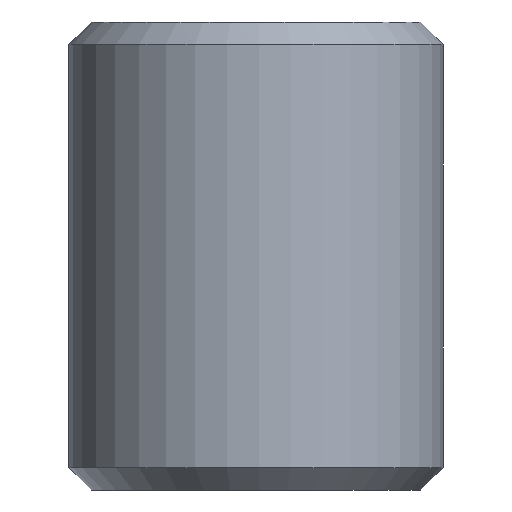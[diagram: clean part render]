
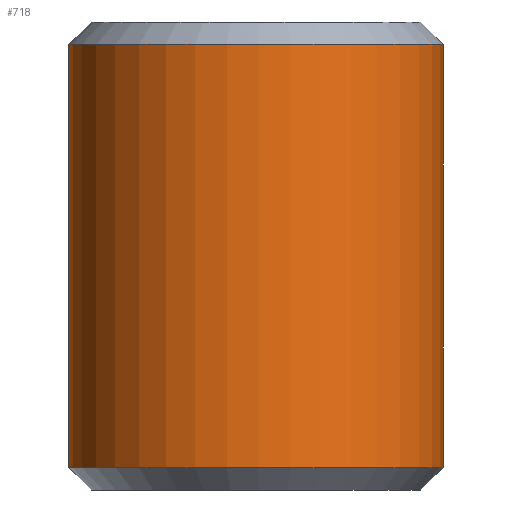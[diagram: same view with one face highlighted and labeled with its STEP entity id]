
A CAD part, front view. The second image highlights one B-rep face of the part: STEP entity #718.
In plain terms, the highlighted cylindrical face has radius 10 mm (diameter 20 mm), a partial arc.
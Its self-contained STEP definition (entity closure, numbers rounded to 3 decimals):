
#27=B_SPLINE_CURVE_WITH_KNOTS('',3,(#1116,#1117,#1118,#1119,#1120,#1121,
#1122,#1123,#1124,#1125,#1126,#1127,#1128,#1129,#1130,#1131,#1132,#1133,
#1134,#1135,#1136,#1137,#1138,#1139,#1140,#1141,#1142,#1143,#1144,#1145,
#1146,#1147,#1148,#1149,#1150,#1151,#1152,#1153),.UNSPECIFIED.,.T.,.F.,
(4,2,2,2,2,2,2,2,2,2,2,2,2,2,2,2,2,2,4),(0.,0.083,0.166,
0.275,0.385,0.53,0.675,
0.771,0.818,0.866,0.914,
0.961,1.057,1.202,1.347,1.456,
1.566,1.649,1.732),.UNSPECIFIED.);
#28=B_SPLINE_CURVE_WITH_KNOTS('',3,(#1159,#1160,#1161,#1162,#1163,#1164,
#1165,#1166,#1167,#1168,#1169,#1170,#1171,#1172,#1173,#1174,#1175,#1176,
#1177,#1178,#1179,#1180,#1181,#1182,#1183,#1184,#1185,#1186,#1187,#1188,
#1189,#1190,#1191,#1192,#1193,#1194,#1195,#1196),.UNSPECIFIED.,.T.,.F.,
(4,2,2,2,2,2,2,2,2,2,2,2,2,2,2,2,2,2,4),(0.,0.083,0.166,
0.275,0.385,0.53,0.675,
0.771,0.818,0.866,0.914,
0.961,1.057,1.202,1.347,1.456,
1.566,1.649,1.732),.UNSPECIFIED.);
#72=LINE('',#1230,#128);
#75=LINE('',#1241,#131);
#76=LINE('',#1245,#132);
#77=LINE('',#1248,#133);
#128=VECTOR('',#946,10.);
#131=VECTOR('',#957,10.);
#132=VECTOR('',#960,10.);
#133=VECTOR('',#963,10.);
#177=CYLINDRICAL_SURFACE('',#782,10.);
#191=FACE_BOUND('',#284,.T.);
#192=FACE_BOUND('',#285,.T.);
#227=FACE_OUTER_BOUND('',#283,.T.);
#283=EDGE_LOOP('',(#604,#605,#606,#607,#608,#609,#610,#611));
#284=EDGE_LOOP('',(#612));
#285=EDGE_LOOP('',(#613));
#312=CIRCLE('',#774,10.);
#314=CIRCLE('',#777,10.);
#317=CIRCLE('',#783,10.);
#318=CIRCLE('',#784,10.);
#362=VERTEX_POINT('',#1115);
#364=VERTEX_POINT('',#1158);
#370=VERTEX_POINT('',#1210);
#371=VERTEX_POINT('',#1212);
#374=VERTEX_POINT('',#1219);
#375=VERTEX_POINT('',#1221);
#381=VERTEX_POINT('',#1240);
#382=VERTEX_POINT('',#1242);
#383=VERTEX_POINT('',#1244);
#384=VERTEX_POINT('',#1246);
#440=EDGE_CURVE('',#362,#362,#27,.T.);
#442=EDGE_CURVE('',#364,#364,#28,.T.);
#448=EDGE_CURVE('',#371,#370,#312,.T.);
#452=EDGE_CURVE('',#375,#374,#314,.T.);
#457=EDGE_CURVE('',#370,#375,#72,.T.);
#462=EDGE_CURVE('',#374,#381,#75,.T.);
#463=EDGE_CURVE('',#382,#381,#317,.T.);
#464=EDGE_CURVE('',#382,#383,#76,.T.);
#465=EDGE_CURVE('',#384,#383,#318,.T.);
#466=EDGE_CURVE('',#384,#371,#77,.T.);
#604=ORIENTED_EDGE('',*,*,#448,.T.);
#605=ORIENTED_EDGE('',*,*,#457,.T.);
#606=ORIENTED_EDGE('',*,*,#452,.T.);
#607=ORIENTED_EDGE('',*,*,#462,.T.);
#608=ORIENTED_EDGE('',*,*,#463,.F.);
#609=ORIENTED_EDGE('',*,*,#464,.T.);
#610=ORIENTED_EDGE('',*,*,#465,.F.);
#611=ORIENTED_EDGE('',*,*,#466,.T.);
#612=ORIENTED_EDGE('',*,*,#440,.T.);
#613=ORIENTED_EDGE('',*,*,#442,.T.);
#718=ADVANCED_FACE('',(#227,#191,#192),#177,.T.);
#774=AXIS2_PLACEMENT_3D('',#1213,#930,#931);
#777=AXIS2_PLACEMENT_3D('',#1222,#938,#939);
#782=AXIS2_PLACEMENT_3D('',#1239,#955,#956);
#783=AXIS2_PLACEMENT_3D('',#1243,#958,#959);
#784=AXIS2_PLACEMENT_3D('',#1247,#961,#962);
#930=DIRECTION('center_axis',(0.,0.,-1.));
#931=DIRECTION('ref_axis',(-1.,0.,0.));
#938=DIRECTION('center_axis',(0.,0.,1.));
#939=DIRECTION('ref_axis',(-1.,0.,0.));
#946=DIRECTION('',(0.,0.,1.));
#955=DIRECTION('center_axis',(0.,0.,1.));
#956=DIRECTION('ref_axis',(-1.,0.,0.));
#957=DIRECTION('',(0.,0.,1.));
#958=DIRECTION('center_axis',(0.,0.,1.));
#959=DIRECTION('ref_axis',(-1.,0.,0.));
#960=DIRECTION('',(0.,0.,-1.));
#961=DIRECTION('center_axis',(0.,0.,-1.));
#962=DIRECTION('ref_axis',(-1.,0.,0.));
#963=DIRECTION('',(0.,0.,1.));
#1115=CARTESIAN_POINT('',(-4.75,8.8,-6.25));
#1116=CARTESIAN_POINT('Ctrl Pts',(-4.75,8.8,-6.25));
#1117=CARTESIAN_POINT('Ctrl Pts',(-4.75,8.8,-5.974));
#1118=CARTESIAN_POINT('Ctrl Pts',(-4.804,8.771,-5.681));
#1119=CARTESIAN_POINT('Ctrl Pts',(-5.017,8.652,-5.15));
#1120=CARTESIAN_POINT('Ctrl Pts',(-5.174,8.56,-4.911));
#1121=CARTESIAN_POINT('Ctrl Pts',(-5.574,8.307,-4.477));
#1122=CARTESIAN_POINT('Ctrl Pts',(-5.857,8.113,-4.286));
#1123=CARTESIAN_POINT('Ctrl Pts',(-6.44,7.659,-4.048));
#1124=CARTESIAN_POINT('Ctrl Pts',(-6.739,7.397,-4.));
#1125=CARTESIAN_POINT('Ctrl Pts',(-7.346,6.803,-4.));
#1126=CARTESIAN_POINT('Ctrl Pts',(-7.689,6.413,-4.082));
#1127=CARTESIAN_POINT('Ctrl Pts',(-8.29,5.615,-4.377));
#1128=CARTESIAN_POINT('Ctrl Pts',(-8.549,5.205,-4.587));
#1129=CARTESIAN_POINT('Ctrl Pts',(-8.882,4.603,-4.999));
#1130=CARTESIAN_POINT('Ctrl Pts',(-9.006,4.351,-5.201));
#1131=CARTESIAN_POINT('Ctrl Pts',(-9.143,4.052,-5.553));
#1132=CARTESIAN_POINT('Ctrl Pts',(-9.18,3.965,-5.678));
#1133=CARTESIAN_POINT('Ctrl Pts',(-9.234,3.84,-5.947));
#1134=CARTESIAN_POINT('Ctrl Pts',(-9.25,3.8,-6.091));
#1135=CARTESIAN_POINT('Ctrl Pts',(-9.25,3.8,-6.409));
#1136=CARTESIAN_POINT('Ctrl Pts',(-9.234,3.84,-6.553));
#1137=CARTESIAN_POINT('Ctrl Pts',(-9.18,3.965,-6.822));
#1138=CARTESIAN_POINT('Ctrl Pts',(-9.143,4.052,-6.947));
#1139=CARTESIAN_POINT('Ctrl Pts',(-9.006,4.351,-7.299));
#1140=CARTESIAN_POINT('Ctrl Pts',(-8.882,4.603,-7.501));
#1141=CARTESIAN_POINT('Ctrl Pts',(-8.549,5.205,-7.913));
#1142=CARTESIAN_POINT('Ctrl Pts',(-8.29,5.615,-8.123));
#1143=CARTESIAN_POINT('Ctrl Pts',(-7.689,6.413,-8.418));
#1144=CARTESIAN_POINT('Ctrl Pts',(-7.346,6.803,-8.5));
#1145=CARTESIAN_POINT('Ctrl Pts',(-6.739,7.397,-8.5));
#1146=CARTESIAN_POINT('Ctrl Pts',(-6.44,7.659,-8.452));
#1147=CARTESIAN_POINT('Ctrl Pts',(-5.857,8.113,-8.214));
#1148=CARTESIAN_POINT('Ctrl Pts',(-5.574,8.307,-8.023));
#1149=CARTESIAN_POINT('Ctrl Pts',(-5.174,8.56,-7.589));
#1150=CARTESIAN_POINT('Ctrl Pts',(-5.017,8.652,-7.35));
#1151=CARTESIAN_POINT('Ctrl Pts',(-4.804,8.771,-6.819));
#1152=CARTESIAN_POINT('Ctrl Pts',(-4.75,8.8,-6.526));
#1153=CARTESIAN_POINT('Ctrl Pts',(-4.75,8.8,-6.25));
#1158=CARTESIAN_POINT('',(-4.75,8.8,6.25));
#1159=CARTESIAN_POINT('Ctrl Pts',(-4.75,8.8,6.25));
#1160=CARTESIAN_POINT('Ctrl Pts',(-4.75,8.8,6.526));
#1161=CARTESIAN_POINT('Ctrl Pts',(-4.804,8.771,6.819));
#1162=CARTESIAN_POINT('Ctrl Pts',(-5.017,8.652,7.35));
#1163=CARTESIAN_POINT('Ctrl Pts',(-5.174,8.56,7.589));
#1164=CARTESIAN_POINT('Ctrl Pts',(-5.574,8.307,8.023));
#1165=CARTESIAN_POINT('Ctrl Pts',(-5.857,8.113,8.214));
#1166=CARTESIAN_POINT('Ctrl Pts',(-6.44,7.659,8.452));
#1167=CARTESIAN_POINT('Ctrl Pts',(-6.739,7.397,8.5));
#1168=CARTESIAN_POINT('Ctrl Pts',(-7.346,6.803,8.5));
#1169=CARTESIAN_POINT('Ctrl Pts',(-7.689,6.413,8.418));
#1170=CARTESIAN_POINT('Ctrl Pts',(-8.29,5.615,8.123));
#1171=CARTESIAN_POINT('Ctrl Pts',(-8.549,5.205,7.913));
#1172=CARTESIAN_POINT('Ctrl Pts',(-8.882,4.603,7.501));
#1173=CARTESIAN_POINT('Ctrl Pts',(-9.006,4.351,7.299));
#1174=CARTESIAN_POINT('Ctrl Pts',(-9.143,4.052,6.947));
#1175=CARTESIAN_POINT('Ctrl Pts',(-9.18,3.965,6.822));
#1176=CARTESIAN_POINT('Ctrl Pts',(-9.234,3.84,6.553));
#1177=CARTESIAN_POINT('Ctrl Pts',(-9.25,3.8,6.409));
#1178=CARTESIAN_POINT('Ctrl Pts',(-9.25,3.8,6.091));
#1179=CARTESIAN_POINT('Ctrl Pts',(-9.234,3.84,5.947));
#1180=CARTESIAN_POINT('Ctrl Pts',(-9.18,3.965,5.678));
#1181=CARTESIAN_POINT('Ctrl Pts',(-9.143,4.052,5.553));
#1182=CARTESIAN_POINT('Ctrl Pts',(-9.006,4.351,5.201));
#1183=CARTESIAN_POINT('Ctrl Pts',(-8.882,4.603,4.999));
#1184=CARTESIAN_POINT('Ctrl Pts',(-8.549,5.205,4.587));
#1185=CARTESIAN_POINT('Ctrl Pts',(-8.29,5.615,4.377));
#1186=CARTESIAN_POINT('Ctrl Pts',(-7.689,6.413,4.082));
#1187=CARTESIAN_POINT('Ctrl Pts',(-7.346,6.803,4.));
#1188=CARTESIAN_POINT('Ctrl Pts',(-6.739,7.397,4.));
#1189=CARTESIAN_POINT('Ctrl Pts',(-6.44,7.659,4.048));
#1190=CARTESIAN_POINT('Ctrl Pts',(-5.857,8.113,4.286));
#1191=CARTESIAN_POINT('Ctrl Pts',(-5.574,8.307,4.477));
#1192=CARTESIAN_POINT('Ctrl Pts',(-5.174,8.56,4.911));
#1193=CARTESIAN_POINT('Ctrl Pts',(-5.017,8.652,5.15));
#1194=CARTESIAN_POINT('Ctrl Pts',(-4.804,8.771,5.681));
#1195=CARTESIAN_POINT('Ctrl Pts',(-4.75,8.8,5.974));
#1196=CARTESIAN_POINT('Ctrl Pts',(-4.75,8.8,6.25));
#1210=CARTESIAN_POINT('',(10.,-0.037,-0.3));
#1212=CARTESIAN_POINT('',(-9.995,0.3,-0.3));
#1213=CARTESIAN_POINT('Origin',(0.,0.,-0.3));
#1219=CARTESIAN_POINT('',(-9.995,0.3,0.3));
#1221=CARTESIAN_POINT('',(10.,-0.037,0.3));
#1222=CARTESIAN_POINT('Origin',(0.,0.,0.3));
#1230=CARTESIAN_POINT('',(10.,-0.037,0.));
#1239=CARTESIAN_POINT('Origin',(0.,0.,0.));
#1240=CARTESIAN_POINT('',(-9.995,0.3,11.3));
#1241=CARTESIAN_POINT('',(-9.995,0.3,0.));
#1242=CARTESIAN_POINT('',(-9.995,-0.3,11.3));
#1243=CARTESIAN_POINT('Origin',(0.,0.,11.3));
#1244=CARTESIAN_POINT('',(-9.995,-0.3,-11.3));
#1245=CARTESIAN_POINT('',(-9.995,-0.3,0.));
#1246=CARTESIAN_POINT('',(-9.995,0.3,-11.3));
#1247=CARTESIAN_POINT('Origin',(0.,0.,-11.3));
#1248=CARTESIAN_POINT('',(-9.995,0.3,0.));
